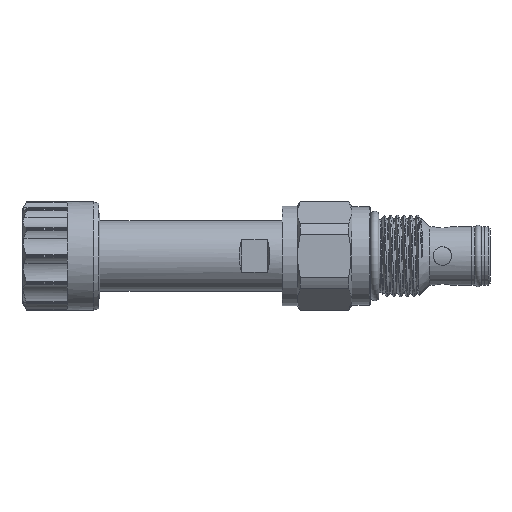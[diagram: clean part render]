
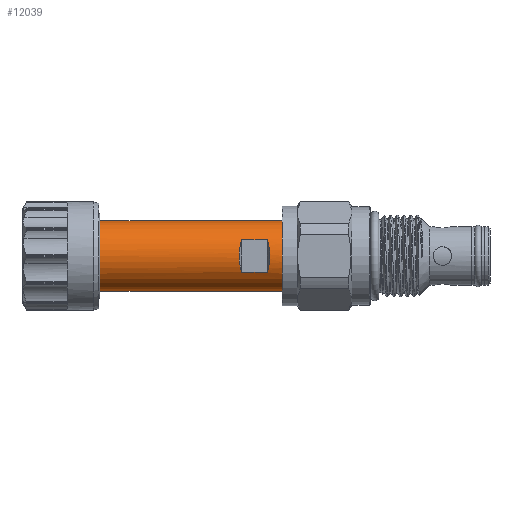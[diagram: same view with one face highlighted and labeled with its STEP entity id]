
A CAD part, front view. The second image highlights one B-rep face of the part: STEP entity #12039.
In plain terms, the highlighted cylindrical face has radius 9.5 mm (diameter 19 mm), a partial arc.
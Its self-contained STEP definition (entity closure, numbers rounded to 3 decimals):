
#265 = LINE ( 'NONE', #7651, #2336 ) ;
#455 = CARTESIAN_POINT ( 'NONE',  ( -8., -8.45, -4.341 ) ) ;
#516 = ORIENTED_EDGE ( 'NONE', *, *, #4008, .T. ) ;
#678 = FACE_OUTER_BOUND ( 'NONE', #10606, .T. ) ;
#721 = CARTESIAN_POINT ( 'NONE',  ( -4., 0., -9.5 ) ) ;
#753 = ORIENTED_EDGE ( 'NONE', *, *, #12578, .T. ) ;
#986 = CYLINDRICAL_SURFACE ( 'NONE', #9944, 9.5 ) ;
#1052 = CARTESIAN_POINT ( 'NONE',  ( -74., -8.45, -4.341 ) ) ;
#1291 = VERTEX_POINT ( 'NONE', #7766 ) ;
#1351 = CARTESIAN_POINT ( 'NONE',  ( -54.264, 0., 9.5 ) ) ;
#1621 = LINE ( 'NONE', #1052, #9051 ) ;
#1940 = CARTESIAN_POINT ( 'NONE',  ( -15., -8.45, 4.341 ) ) ;
#1954 = CARTESIAN_POINT ( 'NONE',  ( -8., -8.45, 4.341 ) ) ;
#2328 = CARTESIAN_POINT ( 'NONE',  ( -15.824, -9.878, 1.562 ) ) ;
#2336 = VECTOR ( 'NONE', #9484, 1000. ) ;
#3186 = EDGE_CURVE ( 'NONE', #9673, #4479, #1621, .T. ) ;
#3198 = CARTESIAN_POINT ( 'NONE',  ( -54.264, 0., -9.5 ) ) ;
#3743 = CARTESIAN_POINT ( 'NONE',  ( -54.264, 0., 0. ) ) ;
#4008 = EDGE_CURVE ( 'NONE', #1291, #9673, #7074, .T. ) ;
#4337 = LINE ( 'NONE', #11796, #8887 ) ;
#4479 = VERTEX_POINT ( 'NONE', #12979 ) ;
#5069 = CARTESIAN_POINT ( 'NONE',  ( -7.176, -9.878, 1.562 ) ) ;
#5111 = CARTESIAN_POINT ( 'NONE',  ( -74., 0., 0. ) ) ;
#5512 = LINE ( 'NONE', #9571, #7554 ) ;
#5749 = DIRECTION ( 'NONE',  ( 0., 0., -1. ) ) ;
#5877 = DIRECTION ( 'NONE',  ( -1., 0., 0. ) ) ;
#6078 = DIRECTION ( 'NONE',  ( 1., 0., 0. ) ) ;
#6335 = VERTEX_POINT ( 'NONE', #1940 ) ;
#7074 =( BOUNDED_CURVE ( )  B_SPLINE_CURVE ( 3, ( #1954, #5069, #9331, #10330 ),
 .UNSPECIFIED., .F., .T. ) 
 B_SPLINE_CURVE_WITH_KNOTS ( ( 4, 4 ),
 ( 5.809, 6.758 ),
 .UNSPECIFIED. ) 
 CURVE ( )  GEOMETRIC_REPRESENTATION_ITEM ( )  RATIONAL_B_SPLINE_CURVE ( ( 1., 0.926, 0.926, 1. ) ) 
 REPRESENTATION_ITEM ( '' )  );
#7135 = EDGE_CURVE ( 'NONE', #6335, #1291, #5512, .T. ) ;
#7309 = CARTESIAN_POINT ( 'NONE',  ( -15., -8.45, 4.341 ) ) ;
#7339 = EDGE_CURVE ( 'NONE', #9108, #11668, #10857, .T. ) ;
#7554 = VECTOR ( 'NONE', #11505, 1000. ) ;
#7651 = CARTESIAN_POINT ( 'NONE',  ( -74., 0., 9.5 ) ) ;
#7654 = CIRCLE ( 'NONE', #9859, 9.5 ) ;
#7766 = CARTESIAN_POINT ( 'NONE',  ( -8., -8.45, 4.341 ) ) ;
#7785 = EDGE_CURVE ( 'NONE', #11668, #9079, #265, .T. ) ;
#7885 = ORIENTED_EDGE ( 'NONE', *, *, #10279, .T. ) ;
#8341 = VERTEX_POINT ( 'NONE', #721 ) ;
#8426 = ORIENTED_EDGE ( 'NONE', *, *, #7339, .F. ) ;
#8887 = VECTOR ( 'NONE', #12650, 1000. ) ;
#9051 = VECTOR ( 'NONE', #12253, 1000. ) ;
#9079 = VERTEX_POINT ( 'NONE', #11223 ) ;
#9108 = VERTEX_POINT ( 'NONE', #3198 ) ;
#9277 = CARTESIAN_POINT ( 'NONE',  ( -15., -8.45, -4.341 ) ) ;
#9331 = CARTESIAN_POINT ( 'NONE',  ( -7.176, -9.878, -1.562 ) ) ;
#9407 = CARTESIAN_POINT ( 'NONE',  ( -15.824, -9.878, -1.562 ) ) ;
#9484 = DIRECTION ( 'NONE',  ( 1., 0., 0. ) ) ;
#9495 = EDGE_CURVE ( 'NONE', #4479, #6335, #12366, .T. ) ;
#9571 = CARTESIAN_POINT ( 'NONE',  ( -74., -8.45, 4.341 ) ) ;
#9673 = VERTEX_POINT ( 'NONE', #455 ) ;
#9859 = AXIS2_PLACEMENT_3D ( 'NONE', #10999, #5877, #10025 ) ;
#9944 = AXIS2_PLACEMENT_3D ( 'NONE', #5111, #6078, #11299 ) ;
#10009 = AXIS2_PLACEMENT_3D ( 'NONE', #3743, #11799, #5749 ) ;
#10025 = DIRECTION ( 'NONE',  ( 0., 0., -1. ) ) ;
#10279 = EDGE_CURVE ( 'NONE', #8341, #9079, #7654, .T. ) ;
#10330 = CARTESIAN_POINT ( 'NONE',  ( -8., -8.45, -4.341 ) ) ;
#10606 = EDGE_LOOP ( 'NONE', ( #8426, #753, #7885, #12489 ) ) ;
#10785 = ORIENTED_EDGE ( 'NONE', *, *, #9495, .T. ) ;
#10791 = FACE_BOUND ( 'NONE', #11561, .T. ) ;
#10857 = CIRCLE ( 'NONE', #10009, 9.5 ) ;
#10999 = CARTESIAN_POINT ( 'NONE',  ( -4., 0., 0. ) ) ;
#11133 = ORIENTED_EDGE ( 'NONE', *, *, #7135, .T. ) ;
#11223 = CARTESIAN_POINT ( 'NONE',  ( -4., 0., 9.5 ) ) ;
#11299 = DIRECTION ( 'NONE',  ( 0., 0., 1. ) ) ;
#11505 = DIRECTION ( 'NONE',  ( 1., 0., 0. ) ) ;
#11561 = EDGE_LOOP ( 'NONE', ( #10785, #11133, #516, #11868 ) ) ;
#11668 = VERTEX_POINT ( 'NONE', #1351 ) ;
#11796 = CARTESIAN_POINT ( 'NONE',  ( -74., 0., -9.5 ) ) ;
#11799 = DIRECTION ( 'NONE',  ( -1., 0., 0. ) ) ;
#11868 = ORIENTED_EDGE ( 'NONE', *, *, #3186, .T. ) ;
#12039 = ADVANCED_FACE ( 'NONE', ( #10791, #678 ), #986, .T. ) ;
#12253 = DIRECTION ( 'NONE',  ( -1., 0., 0. ) ) ;
#12366 =( BOUNDED_CURVE ( )  B_SPLINE_CURVE ( 3, ( #9277, #9407, #2328, #7309 ),
 .UNSPECIFIED., .F., .T. ) 
 B_SPLINE_CURVE_WITH_KNOTS ( ( 4, 4 ),
 ( 2.667, 3.616 ),
 .UNSPECIFIED. ) 
 CURVE ( )  GEOMETRIC_REPRESENTATION_ITEM ( )  RATIONAL_B_SPLINE_CURVE ( ( 1., 0.926, 0.926, 1. ) ) 
 REPRESENTATION_ITEM ( '' )  );
#12489 = ORIENTED_EDGE ( 'NONE', *, *, #7785, .F. ) ;
#12578 = EDGE_CURVE ( 'NONE', #9108, #8341, #4337, .T. ) ;
#12650 = DIRECTION ( 'NONE',  ( 1., 0., 0. ) ) ;
#12979 = CARTESIAN_POINT ( 'NONE',  ( -15., -8.45, -4.341 ) ) ;
